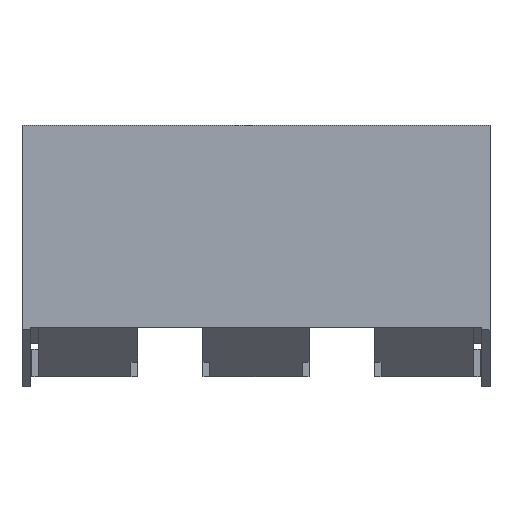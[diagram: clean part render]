
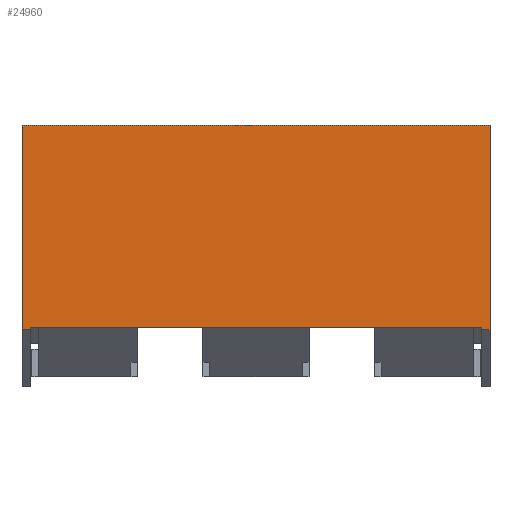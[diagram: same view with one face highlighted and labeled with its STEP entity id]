
A CAD part, front view. The second image highlights one B-rep face of the part: STEP entity #24960.
In plain terms, the highlighted face is planar.
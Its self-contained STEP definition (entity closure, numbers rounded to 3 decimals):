
#60=CARTESIAN_POINT('',(101.507,0.,-34.15));
#70=DIRECTION('',(0.,1.,0.));
#80=VECTOR('',#70,1.);
#90=LINE('',#60,#80);
#100=CARTESIAN_POINT('',(101.507,109.53,-34.15));
#110=VERTEX_POINT('',#100);
#120=CARTESIAN_POINT('',(101.507,139.365,-34.15));
#130=VERTEX_POINT('',#120);
#140=EDGE_CURVE('',#110,#130,#90,.T.);
#1870=CARTESIAN_POINT('',(101.507,109.53,-25.));
#1880=DIRECTION('',(0.,0.,1.));
#1890=VECTOR('',#1880,1.);
#1900=LINE('',#1870,#1890);
#1910=CARTESIAN_POINT('',(101.507,109.53,-32.95));
#1920=VERTEX_POINT('',#1910);
#1930=EDGE_CURVE('',#110,#1920,#1900,.T.);
#15650=CARTESIAN_POINT('',(101.507,0.,-32.95));
#15660=DIRECTION('',(0.,1.,0.));
#15670=VECTOR('',#15660,1.);
#15680=LINE('',#15650,#15670);
#15690=CARTESIAN_POINT('',(101.507,109.765,-32.95));
#15700=VERTEX_POINT('',#15690);
#15710=EDGE_CURVE('',#1920,#15700,#15680,.T.);
#19350=CARTESIAN_POINT('',(101.507,139.365,0.));
#19360=DIRECTION('',(0.,0.,1.));
#19370=VECTOR('',#19360,1.);
#19380=LINE('',#19350,#19370);
#19390=CARTESIAN_POINT('',(101.507,139.365,34.15));
#19400=VERTEX_POINT('',#19390);
#19410=EDGE_CURVE('',#130,#19400,#19380,.T.);
#24010=CARTESIAN_POINT('',(101.507,109.53,32.95));
#24020=VERTEX_POINT('',#24010);
#24100=CARTESIAN_POINT('',(101.507,109.53,34.15));
#24110=VERTEX_POINT('',#24100);
#24140=CARTESIAN_POINT('',(101.507,109.53,0.));
#24150=DIRECTION('',(0.,0.,-1.));
#24160=VECTOR('',#24150,1.);
#24170=LINE('',#24140,#24160);
#24180=EDGE_CURVE('',#24110,#24020,#24170,.T.);
#24350=CARTESIAN_POINT('',(101.507,0.,34.15));
#24360=DIRECTION('',(0.,1.,0.));
#24370=VECTOR('',#24360,1.);
#24380=LINE('',#24350,#24370);
#24390=EDGE_CURVE('',#24110,#19400,#24380,.T.);
#24690=CARTESIAN_POINT('',(101.507,138.165,0.));
#24700=DIRECTION('',(1.,0.,0.));
#24710=DIRECTION('',(0.,-1.,0.));
#24720=AXIS2_PLACEMENT_3D('',#24690,#24700,#24710);
#24730=PLANE('',#24720);
#24740=ORIENTED_EDGE('',*,*,#140,.T.);
#24750=ORIENTED_EDGE('',*,*,#1930,.F.);
#24760=ORIENTED_EDGE('',*,*,#15710,.F.);
#24770=CARTESIAN_POINT('',(101.507,109.765,0.));
#24780=DIRECTION('',(0.,0.,1.));
#24790=VECTOR('',#24780,1.);
#24800=LINE('',#24770,#24790);
#24810=CARTESIAN_POINT('',(101.507,109.765,32.95));
#24820=VERTEX_POINT('',#24810);
#24830=EDGE_CURVE('',#15700,#24820,#24800,.T.);
#24840=ORIENTED_EDGE('',*,*,#24830,.F.);
#24850=CARTESIAN_POINT('',(101.507,0.,32.95));
#24860=DIRECTION('',(0.,1.,0.));
#24870=VECTOR('',#24860,1.);
#24880=LINE('',#24850,#24870);
#24890=EDGE_CURVE('',#24020,#24820,#24880,.T.);
#24900=ORIENTED_EDGE('',*,*,#24890,.T.);
#24910=ORIENTED_EDGE('',*,*,#24180,.T.);
#24920=ORIENTED_EDGE('',*,*,#24390,.F.);
#24930=ORIENTED_EDGE('',*,*,#19410,.T.);
#24940=EDGE_LOOP('',(#24930,#24920,#24910,#24900,#24840,#24760,#24750,
#24740));
#24950=FACE_OUTER_BOUND('',#24940,.T.);
#24960=ADVANCED_FACE('',(#24950),#24730,.T.);
